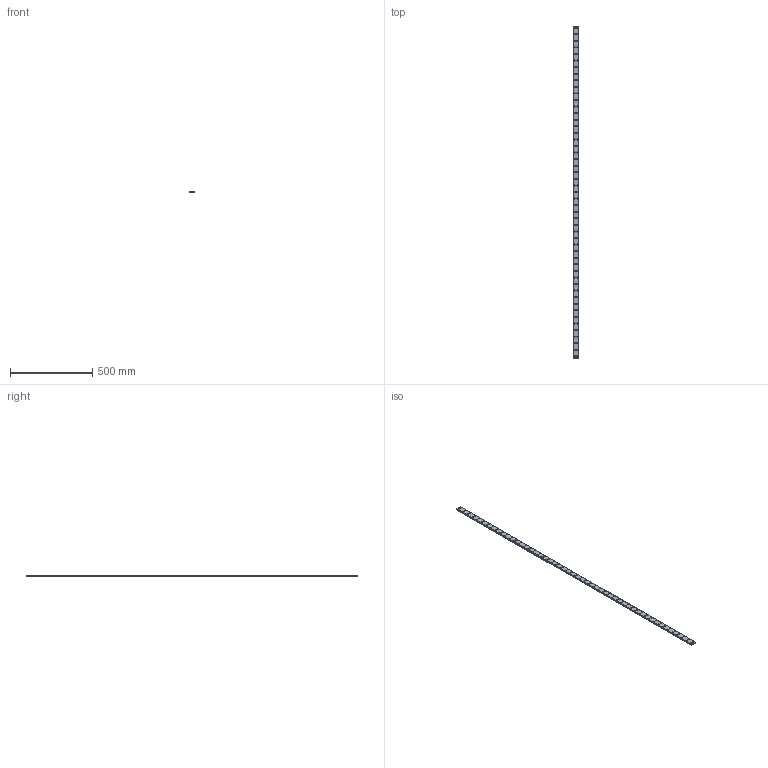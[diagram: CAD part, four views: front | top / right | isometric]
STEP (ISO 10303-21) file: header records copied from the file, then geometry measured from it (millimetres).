
FILE_DESCRIPTION(('STEP AP214'),'1');
FILE_NAME('cctmp_7FAB723D-D873-4A54-BE72-5847CE382419_2021_03_02_11_12_30_0630..stp','2021-03-02T10:12:31',('HIWIN GmbH'),('CADClick - www.CADClick.com'),'Spatial InterOp 3D',' ','unknown authorization');
FILE_SCHEMA(('AUTOMOTIVE_DESIGN'));
Length unit declared in the file: millimetre
Products named in the file (1): WER17R2020H_FILE
Bounding box: 33 x 2020 x 9.3 mm (x, y, z)
Volume: 557674.2 mm3; surface area: 197859.7 mm2
Topology: 1 solids, 1 shells, 1021 faces, 2127 edges, 1418 vertices
Faces by surface type: cylinder 630, plane 391
Entity records: 35973 total; most frequent: DIRECTION 5431, CARTESIAN_POINT 4567, ORIENTED_EDGE 4254, AXIS2_PLACEMENT_3D 2282, EDGE_CURVE 2127, VERTEX_POINT 1418, EDGE_LOOP 1331, CIRCLE 1260
